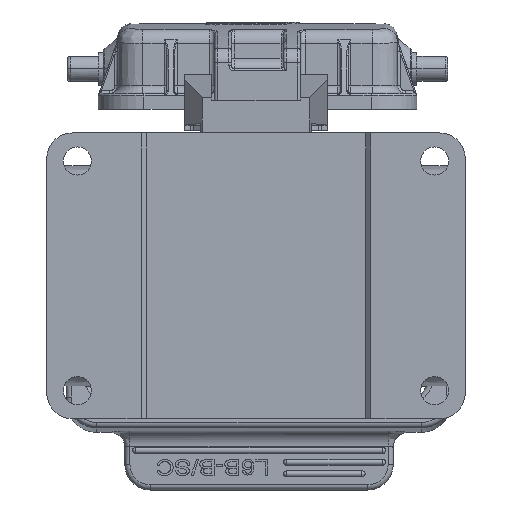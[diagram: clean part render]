
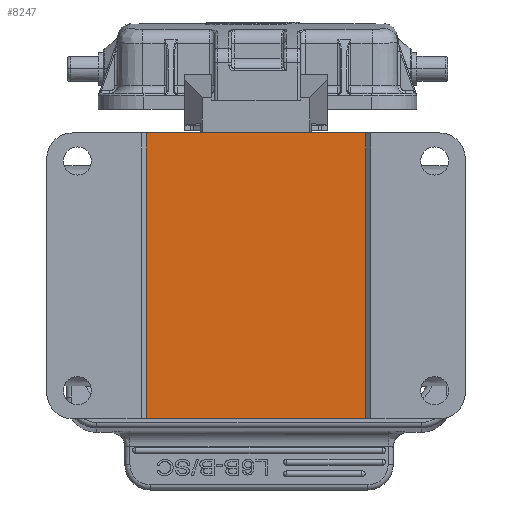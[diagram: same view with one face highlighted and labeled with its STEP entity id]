
A CAD part, front view. The second image highlights one B-rep face of the part: STEP entity #8247.
In plain terms, the highlighted planar face has unit normal (0, -1, 0).
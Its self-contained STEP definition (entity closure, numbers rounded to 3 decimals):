
#4795=LINE('',#59506,#6541);
#4797=LINE('',#59510,#6543);
#4798=LINE('',#59513,#6544);
#4799=LINE('',#59514,#6545);
#6541=VECTOR('',#39158,1.);
#6543=VECTOR('',#39162,1.);
#6544=VECTOR('',#39163,1.);
#6545=VECTOR('',#39164,1.);
#8247=ADVANCED_FACE('',(#10619),#9114,.F.);
#9114=PLANE('',#32711);
#10619=FACE_OUTER_BOUND('',#12487,.T.);
#12487=EDGE_LOOP('',(#20323,#20324,#20325,#20326));
#20323=ORIENTED_EDGE('',*,*,#28801,.F.);
#20324=ORIENTED_EDGE('',*,*,#28802,.T.);
#20325=ORIENTED_EDGE('',*,*,#28799,.T.);
#20326=ORIENTED_EDGE('',*,*,#28803,.T.);
#24541=VERTEX_POINT('',#59505);
#24542=VERTEX_POINT('',#59507);
#24543=VERTEX_POINT('',#59511);
#24544=VERTEX_POINT('',#59512);
#28799=EDGE_CURVE('',#24542,#24541,#4795,.T.);
#28801=EDGE_CURVE('',#24543,#24544,#4797,.T.);
#28802=EDGE_CURVE('',#24543,#24542,#4798,.T.);
#28803=EDGE_CURVE('',#24541,#24544,#4799,.T.);
#32711=AXIS2_PLACEMENT_3D('',#59515,#39165,#39166);
#39158=DIRECTION('',(0.,0.,1.));
#39162=DIRECTION('',(0.,0.,1.));
#39163=DIRECTION('',(1.,0.,0.));
#39164=DIRECTION('',(-1.,0.,0.));
#39165=DIRECTION('',(0.,1.,0.));
#39166=DIRECTION('',(-1.,0.,0.));
#59505=CARTESIAN_POINT('',(21.5,1.,28.));
#59506=CARTESIAN_POINT('',(21.5,1.,-28.));
#59507=CARTESIAN_POINT('',(21.5,1.,-28.));
#59510=CARTESIAN_POINT('',(-21.5,1.,-28.));
#59511=CARTESIAN_POINT('',(-21.5,1.,-28.));
#59512=CARTESIAN_POINT('',(-21.5,1.,28.));
#59513=CARTESIAN_POINT('',(-21.5,1.,-28.));
#59514=CARTESIAN_POINT('',(21.5,1.,28.));
#59515=CARTESIAN_POINT('',(0.,1.,0.));
